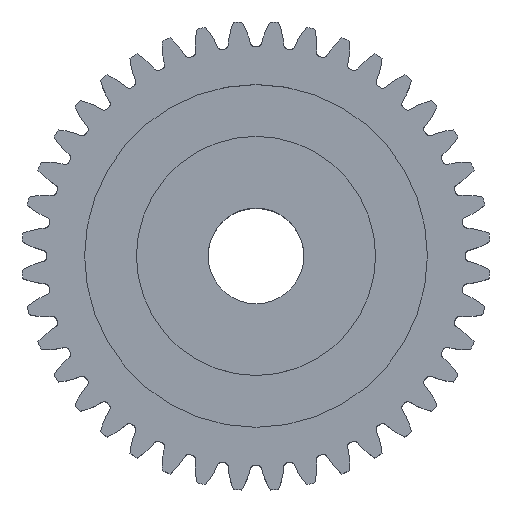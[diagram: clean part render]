
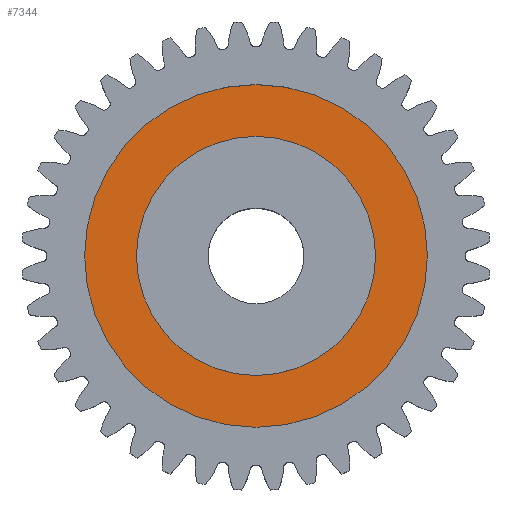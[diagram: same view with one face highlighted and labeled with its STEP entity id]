
A CAD part, top view. The second image highlights one B-rep face of the part: STEP entity #7344.
In plain terms, the highlighted planar face has unit normal (0, 0, 1).
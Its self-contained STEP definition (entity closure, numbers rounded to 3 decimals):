
#3453 = CARTESIAN_POINT ( 'NONE',  ( 0., 0., 4.5 ) ) ;
#3471 = DIRECTION ( 'NONE',  ( 0., 0., -1. ) ) ;
#3472 = CIRCLE ( 'NONE', #3527, 7.5 ) ;
#3473 = DIRECTION ( 'NONE',  ( -1., 0., 0. ) ) ;
#3474 = DIRECTION ( 'NONE',  ( 0., 0., -1. ) ) ;
#3476 = AXIS2_PLACEMENT_3D ( 'NONE', #3453, #3474, #3473 ) ;
#3477 = CIRCLE ( 'NONE', #3476, 10.75 ) ;
#3481 = PLANE ( 'NONE',  #3498 ) ;
#3486 = FACE_BOUND ( 'NONE', #7339, .T. ) ;
#3488 = FACE_OUTER_BOUND ( 'NONE', #7350, .T. ) ;
#3492 = CARTESIAN_POINT ( 'NONE',  ( 0., 0., 4.5 ) ) ;
#3498 = AXIS2_PLACEMENT_3D ( 'NONE', #3492, #3471, #3530 ) ;
#3524 = DIRECTION ( 'NONE',  ( -1., 0., 0. ) ) ;
#3525 = DIRECTION ( 'NONE',  ( 0., 0., -1. ) ) ;
#3526 = CARTESIAN_POINT ( 'NONE',  ( 0., 0., 4.5 ) ) ;
#3527 = AXIS2_PLACEMENT_3D ( 'NONE', #3526, #3525, #3524 ) ;
#3530 = DIRECTION ( 'NONE',  ( -1., 0., 0. ) ) ;
#4099 = VERTEX_POINT ( 'NONE', #7362 ) ;
#4101 = EDGE_CURVE ( 'NONE', #4099, #4107, #7199, .T. ) ;
#4107 = VERTEX_POINT ( 'NONE', #7193 ) ;
#4145 = VERTEX_POINT ( 'NONE', #7622 ) ;
#4151 = EDGE_CURVE ( 'NONE', #4145, #4155, #7623, .T. ) ;
#4155 = VERTEX_POINT ( 'NONE', #7662 ) ;
#7193 = CARTESIAN_POINT ( 'NONE',  ( 7.5, 0., 4.5 ) ) ;
#7195 = DIRECTION ( 'NONE',  ( -1., 0., 0. ) ) ;
#7196 = DIRECTION ( 'NONE',  ( 0., 0., -1. ) ) ;
#7197 = AXIS2_PLACEMENT_3D ( 'NONE', #7204, #7196, #7195 ) ;
#7199 = CIRCLE ( 'NONE', #7197, 7.5 ) ;
#7204 = CARTESIAN_POINT ( 'NONE',  ( 0., 0., 4.5 ) ) ;
#7222 = ORIENTED_EDGE ( 'NONE', *, *, #4151, .F. ) ;
#7339 = EDGE_LOOP ( 'NONE', ( #7347, #7349 ) ) ;
#7342 = EDGE_CURVE ( 'NONE', #4155, #4145, #3477, .T. ) ;
#7344 = ADVANCED_FACE ( 'NONE', ( #3486, #3488 ), #3481, .F. ) ;
#7345 = EDGE_CURVE ( 'NONE', #4107, #4099, #3472, .T. ) ;
#7347 = ORIENTED_EDGE ( 'NONE', *, *, #4101, .T. ) ;
#7349 = ORIENTED_EDGE ( 'NONE', *, *, #7345, .T. ) ;
#7350 = EDGE_LOOP ( 'NONE', ( #7351, #7222 ) ) ;
#7351 = ORIENTED_EDGE ( 'NONE', *, *, #7342, .F. ) ;
#7362 = CARTESIAN_POINT ( 'NONE',  ( -7.5, 0., 4.5 ) ) ;
#7619 = AXIS2_PLACEMENT_3D ( 'NONE', #7668, #7665, #7664 ) ;
#7622 = CARTESIAN_POINT ( 'NONE',  ( 10.75, 0., 4.5 ) ) ;
#7623 = CIRCLE ( 'NONE', #7619, 10.75 ) ;
#7662 = CARTESIAN_POINT ( 'NONE',  ( -10.75, 0., 4.5 ) ) ;
#7664 = DIRECTION ( 'NONE',  ( -1., 0., 0. ) ) ;
#7665 = DIRECTION ( 'NONE',  ( 0., 0., -1. ) ) ;
#7668 = CARTESIAN_POINT ( 'NONE',  ( 0., 0., 4.5 ) ) ;
